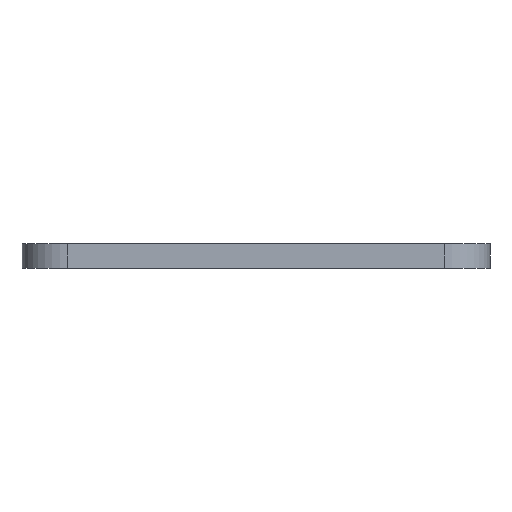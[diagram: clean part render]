
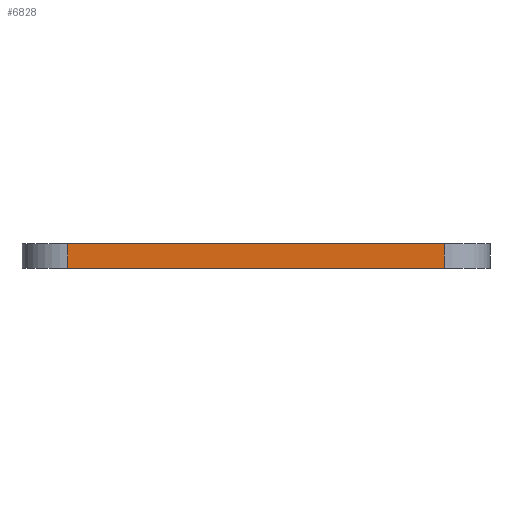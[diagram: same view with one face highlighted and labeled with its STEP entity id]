
A CAD part, left-side view. The second image highlights one B-rep face of the part: STEP entity #6828.
In plain terms, the highlighted planar face has unit normal (-1, 0, 0).
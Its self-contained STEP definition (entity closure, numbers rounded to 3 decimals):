
#84 = PLANE('',#85);
#85 = AXIS2_PLACEMENT_3D('',#86,#87,#88);
#86 = CARTESIAN_POINT('',(148.501,-105.004,1.6));
#87 = DIRECTION('',(0.,0.,1.));
#88 = DIRECTION('',(1.,0.,-0.));
#139 = PLANE('',#140);
#140 = AXIS2_PLACEMENT_3D('',#141,#142,#143);
#141 = CARTESIAN_POINT('',(148.501,-105.004,0.));
#142 = DIRECTION('',(0.,0.,1.));
#143 = DIRECTION('',(1.,0.,-0.));
#172 = CYLINDRICAL_SURFACE('',#173,3.);
#173 = AXIS2_PLACEMENT_3D('',#174,#175,#176);
#174 = CARTESIAN_POINT('',(119.001,-117.334,0.));
#175 = DIRECTION('',(-0.,-0.,-1.));
#176 = DIRECTION('',(1.,0.,-0.));
#361 = VERTEX_POINT('',#362);
#362 = CARTESIAN_POINT('',(116.001,-92.673,0.));
#377 = CYLINDRICAL_SURFACE('',#378,3.);
#378 = AXIS2_PLACEMENT_3D('',#379,#380,#381);
#379 = CARTESIAN_POINT('',(119.001,-92.673,0.));
#380 = DIRECTION('',(-0.,-0.,-1.));
#381 = DIRECTION('',(1.,0.,-0.));
#389 = EDGE_CURVE('',#361,#390,#392,.T.);
#390 = VERTEX_POINT('',#391);
#391 = CARTESIAN_POINT('',(116.001,-117.334,0.));
#392 = SURFACE_CURVE('',#393,(#397,#404),.PCURVE_S1.);
#393 = LINE('',#394,#395);
#394 = CARTESIAN_POINT('',(116.001,-92.673,0.));
#395 = VECTOR('',#396,1.);
#396 = DIRECTION('',(0.,-1.,0.));
#397 = PCURVE('',#139,#398);
#398 = DEFINITIONAL_REPRESENTATION('',(#399),#403);
#399 = LINE('',#400,#401);
#400 = CARTESIAN_POINT('',(-32.5,12.33));
#401 = VECTOR('',#402,1.);
#402 = DIRECTION('',(0.,-1.));
#403 = ( GEOMETRIC_REPRESENTATION_CONTEXT(2) 
PARAMETRIC_REPRESENTATION_CONTEXT() REPRESENTATION_CONTEXT('2D SPACE',''
  ) );
#404 = PCURVE('',#405,#410);
#405 = PLANE('',#406);
#406 = AXIS2_PLACEMENT_3D('',#407,#408,#409);
#407 = CARTESIAN_POINT('',(116.001,-92.673,0.));
#408 = DIRECTION('',(1.,0.,-0.));
#409 = DIRECTION('',(0.,-1.,0.));
#410 = DEFINITIONAL_REPRESENTATION('',(#411),#415);
#411 = LINE('',#412,#413);
#412 = CARTESIAN_POINT('',(0.,0.));
#413 = VECTOR('',#414,1.);
#414 = DIRECTION('',(1.,0.));
#415 = ( GEOMETRIC_REPRESENTATION_CONTEXT(2) 
PARAMETRIC_REPRESENTATION_CONTEXT() REPRESENTATION_CONTEXT('2D SPACE',''
  ) );
#3872 = VERTEX_POINT('',#3873);
#3873 = CARTESIAN_POINT('',(116.001,-92.673,1.6));
#3895 = EDGE_CURVE('',#3872,#3896,#3898,.T.);
#3896 = VERTEX_POINT('',#3897);
#3897 = CARTESIAN_POINT('',(116.001,-117.334,1.6));
#3898 = SURFACE_CURVE('',#3899,(#3903,#3910),.PCURVE_S1.);
#3899 = LINE('',#3900,#3901);
#3900 = CARTESIAN_POINT('',(116.001,-92.673,1.6));
#3901 = VECTOR('',#3902,1.);
#3902 = DIRECTION('',(0.,-1.,0.));
#3903 = PCURVE('',#84,#3904);
#3904 = DEFINITIONAL_REPRESENTATION('',(#3905),#3909);
#3905 = LINE('',#3906,#3907);
#3906 = CARTESIAN_POINT('',(-32.5,12.33));
#3907 = VECTOR('',#3908,1.);
#3908 = DIRECTION('',(0.,-1.));
#3909 = ( GEOMETRIC_REPRESENTATION_CONTEXT(2) 
PARAMETRIC_REPRESENTATION_CONTEXT() REPRESENTATION_CONTEXT('2D SPACE',''
  ) );
#3910 = PCURVE('',#405,#3911);
#3911 = DEFINITIONAL_REPRESENTATION('',(#3912),#3916);
#3912 = LINE('',#3913,#3914);
#3913 = CARTESIAN_POINT('',(0.,-1.6));
#3914 = VECTOR('',#3915,1.);
#3915 = DIRECTION('',(1.,0.));
#3916 = ( GEOMETRIC_REPRESENTATION_CONTEXT(2) 
PARAMETRIC_REPRESENTATION_CONTEXT() REPRESENTATION_CONTEXT('2D SPACE',''
  ) );
#6778 = EDGE_CURVE('',#390,#3896,#6779,.T.);
#6779 = SURFACE_CURVE('',#6780,(#6784,#6791),.PCURVE_S1.);
#6780 = LINE('',#6781,#6782);
#6781 = CARTESIAN_POINT('',(116.001,-117.334,0.));
#6782 = VECTOR('',#6783,1.);
#6783 = DIRECTION('',(0.,0.,1.));
#6784 = PCURVE('',#172,#6785);
#6785 = DEFINITIONAL_REPRESENTATION('',(#6786),#6790);
#6786 = LINE('',#6787,#6788);
#6787 = CARTESIAN_POINT('',(-3.142,0.));
#6788 = VECTOR('',#6789,1.);
#6789 = DIRECTION('',(-0.,-1.));
#6790 = ( GEOMETRIC_REPRESENTATION_CONTEXT(2) 
PARAMETRIC_REPRESENTATION_CONTEXT() REPRESENTATION_CONTEXT('2D SPACE',''
  ) );
#6791 = PCURVE('',#405,#6792);
#6792 = DEFINITIONAL_REPRESENTATION('',(#6793),#6797);
#6793 = LINE('',#6794,#6795);
#6794 = CARTESIAN_POINT('',(24.66,0.));
#6795 = VECTOR('',#6796,1.);
#6796 = DIRECTION('',(0.,-1.));
#6797 = ( GEOMETRIC_REPRESENTATION_CONTEXT(2) 
PARAMETRIC_REPRESENTATION_CONTEXT() REPRESENTATION_CONTEXT('2D SPACE',''
  ) );
#6828 = ADVANCED_FACE('',(#6829),#405,.F.);
#6829 = FACE_BOUND('',#6830,.F.);
#6830 = EDGE_LOOP('',(#6831,#6852,#6853,#6854));
#6831 = ORIENTED_EDGE('',*,*,#6832,.T.);
#6832 = EDGE_CURVE('',#361,#3872,#6833,.T.);
#6833 = SURFACE_CURVE('',#6834,(#6838,#6845),.PCURVE_S1.);
#6834 = LINE('',#6835,#6836);
#6835 = CARTESIAN_POINT('',(116.001,-92.673,0.));
#6836 = VECTOR('',#6837,1.);
#6837 = DIRECTION('',(0.,0.,1.));
#6838 = PCURVE('',#405,#6839);
#6839 = DEFINITIONAL_REPRESENTATION('',(#6840),#6844);
#6840 = LINE('',#6841,#6842);
#6841 = CARTESIAN_POINT('',(0.,0.));
#6842 = VECTOR('',#6843,1.);
#6843 = DIRECTION('',(0.,-1.));
#6844 = ( GEOMETRIC_REPRESENTATION_CONTEXT(2) 
PARAMETRIC_REPRESENTATION_CONTEXT() REPRESENTATION_CONTEXT('2D SPACE',''
  ) );
#6845 = PCURVE('',#377,#6846);
#6846 = DEFINITIONAL_REPRESENTATION('',(#6847),#6851);
#6847 = LINE('',#6848,#6849);
#6848 = CARTESIAN_POINT('',(-3.142,0.));
#6849 = VECTOR('',#6850,1.);
#6850 = DIRECTION('',(-0.,-1.));
#6851 = ( GEOMETRIC_REPRESENTATION_CONTEXT(2) 
PARAMETRIC_REPRESENTATION_CONTEXT() REPRESENTATION_CONTEXT('2D SPACE',''
  ) );
#6852 = ORIENTED_EDGE('',*,*,#3895,.T.);
#6853 = ORIENTED_EDGE('',*,*,#6778,.F.);
#6854 = ORIENTED_EDGE('',*,*,#389,.F.);
